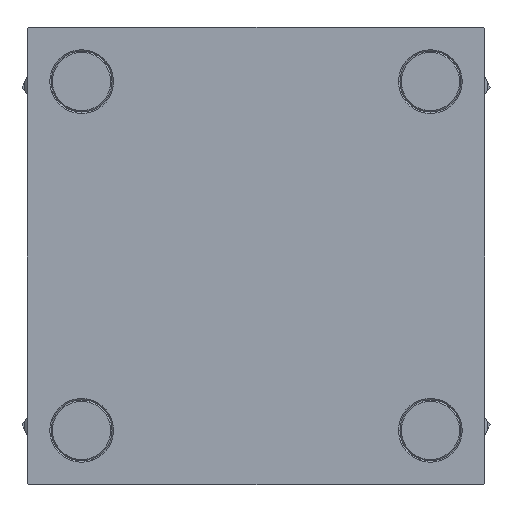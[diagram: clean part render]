
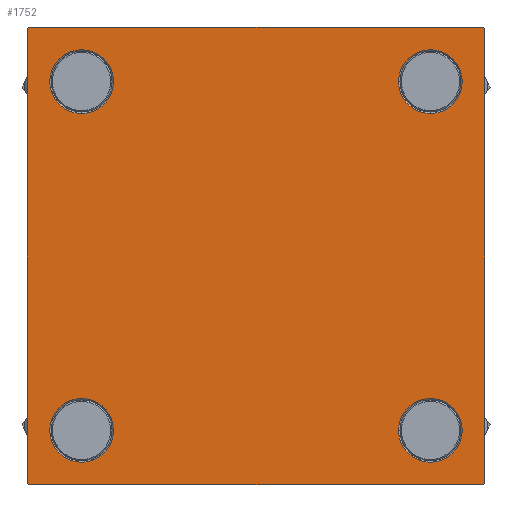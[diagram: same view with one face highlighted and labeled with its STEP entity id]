
A CAD part, left-side view. The second image highlights one B-rep face of the part: STEP entity #1752.
In plain terms, the highlighted planar face has unit normal (-1, 0, 0).
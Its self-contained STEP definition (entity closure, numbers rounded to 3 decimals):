
#168 = ORIENTED_EDGE ( 'NONE', *, *, #8378, .T. ) ;
#877 = AXIS2_PLACEMENT_3D ( 'NONE', #34941, #34441, #49997 ) ;
#1117 = FACE_OUTER_BOUND ( 'NONE', #49192, .T. ) ;
#1623 = ORIENTED_EDGE ( 'NONE', *, *, #32060, .T. ) ;
#1752 = ADVANCED_FACE ( 'NONE', ( #47063, #4188, #3935, #36104, #1117 ), #12592, .T. ) ;
#2111 = VECTOR ( 'NONE', #7302, 1000. ) ;
#2334 = EDGE_CURVE ( 'NONE', #5833, #13240, #50026, .T. ) ;
#2386 = CARTESIAN_POINT ( 'NONE',  ( 0., -62.95, 62.95 ) ) ;
#3116 = VECTOR ( 'NONE', #46056, 1000. ) ;
#3369 = VECTOR ( 'NONE', #41364, 1000. ) ;
#3797 = DIRECTION ( 'NONE',  ( 0., 0., 1. ) ) ;
#3935 = FACE_BOUND ( 'NONE', #45634, .T. ) ;
#4122 = VERTEX_POINT ( 'NONE', #11684 ) ;
#4157 = AXIS2_PLACEMENT_3D ( 'NONE', #19494, #43742, #12090 ) ;
#4188 = FACE_BOUND ( 'NONE', #6671, .T. ) ;
#5601 = ORIENTED_EDGE ( 'NONE', *, *, #2334, .T. ) ;
#5833 = VERTEX_POINT ( 'NONE', #36497 ) ;
#6091 = AXIS2_PLACEMENT_3D ( 'NONE', #15076, #34499, #14574 ) ;
#6640 = CARTESIAN_POINT ( 'NONE',  ( 0., 62.95, -62.95 ) ) ;
#6671 = EDGE_LOOP ( 'NONE', ( #36912, #9607 ) ) ;
#6764 = DIRECTION ( 'NONE',  ( 1., 0., 0. ) ) ;
#7174 = ORIENTED_EDGE ( 'NONE', *, *, #32342, .T. ) ;
#7249 = VERTEX_POINT ( 'NONE', #19466 ) ;
#7302 = DIRECTION ( 'NONE',  ( 0., 0.707, -0.707 ) ) ;
#7773 = LINE ( 'NONE', #11582, #3116 ) ;
#8268 = CARTESIAN_POINT ( 'NONE',  ( 0., 82., -82.5 ) ) ;
#8377 = DIRECTION ( 'NONE',  ( 0., 0., 1. ) ) ;
#8378 = EDGE_CURVE ( 'NONE', #13741, #7249, #28910, .T. ) ;
#9477 = CARTESIAN_POINT ( 'NONE',  ( 0., 82., 82.5 ) ) ;
#9607 = ORIENTED_EDGE ( 'NONE', *, *, #18462, .T. ) ;
#10645 = CARTESIAN_POINT ( 'NONE',  ( 0., -62.95, -51.45 ) ) ;
#10833 = CARTESIAN_POINT ( 'NONE',  ( 0., -62.95, -62.95 ) ) ;
#10979 = CARTESIAN_POINT ( 'NONE',  ( 0., -82.25, -82.25 ) ) ;
#11350 = DIRECTION ( 'NONE',  ( 0., -1., 0. ) ) ;
#11406 = CARTESIAN_POINT ( 'NONE',  ( 0., -82.5, 82. ) ) ;
#11582 = CARTESIAN_POINT ( 'NONE',  ( 0., 82.25, -82.25 ) ) ;
#11684 = CARTESIAN_POINT ( 'NONE',  ( 0., -62.95, -74.45 ) ) ;
#11723 = VERTEX_POINT ( 'NONE', #10645 ) ;
#11869 = LINE ( 'NONE', #16442, #16274 ) ;
#12090 = DIRECTION ( 'NONE',  ( 0., 0., 1. ) ) ;
#12256 = EDGE_CURVE ( 'NONE', #27047, #37558, #7773, .T. ) ;
#12592 = PLANE ( 'NONE',  #4157 ) ;
#12770 = EDGE_LOOP ( 'NONE', ( #36243, #7174 ) ) ;
#12859 = ORIENTED_EDGE ( 'NONE', *, *, #30030, .T. ) ;
#13068 = CIRCLE ( 'NONE', #877, 11.5 ) ;
#13240 = VERTEX_POINT ( 'NONE', #31245 ) ;
#13575 = AXIS2_PLACEMENT_3D ( 'NONE', #6640, #42608, #3797 ) ;
#13674 = VERTEX_POINT ( 'NONE', #9477 ) ;
#13741 = VERTEX_POINT ( 'NONE', #11406 ) ;
#14574 = DIRECTION ( 'NONE',  ( 0., 0., 1. ) ) ;
#14588 = EDGE_CURVE ( 'NONE', #20144, #37341, #29262, .T. ) ;
#15076 = CARTESIAN_POINT ( 'NONE',  ( 0., 62.95, -62.95 ) ) ;
#15404 = CARTESIAN_POINT ( 'NONE',  ( 0., 62.95, 74.45 ) ) ;
#16274 = VECTOR ( 'NONE', #16953, 1000. ) ;
#16442 = CARTESIAN_POINT ( 'NONE',  ( 0., 82.5, 82.5 ) ) ;
#16751 = CIRCLE ( 'NONE', #29809, 11.5 ) ;
#16953 = DIRECTION ( 'NONE',  ( 0., -1., 0. ) ) ;
#16956 = EDGE_CURVE ( 'NONE', #13674, #7249, #11869, .T. ) ;
#17224 = VECTOR ( 'NONE', #29963, 1000. ) ;
#17529 = ORIENTED_EDGE ( 'NONE', *, *, #20980, .F. ) ;
#18011 = DIRECTION ( 'NONE',  ( 0., 0., 1. ) ) ;
#18455 = DIRECTION ( 'NONE',  ( 0., 0., 1. ) ) ;
#18462 = EDGE_CURVE ( 'NONE', #4122, #11723, #13068, .T. ) ;
#18510 = LINE ( 'NONE', #46322, #30756 ) ;
#19449 = AXIS2_PLACEMENT_3D ( 'NONE', #31392, #23713, #28049 ) ;
#19466 = CARTESIAN_POINT ( 'NONE',  ( 0., -82., 82.5 ) ) ;
#19494 = CARTESIAN_POINT ( 'NONE',  ( 0., 0., 0. ) ) ;
#19756 = CARTESIAN_POINT ( 'NONE',  ( 0., 82.25, 82.25 ) ) ;
#20144 = VERTEX_POINT ( 'NONE', #15404 ) ;
#20700 = VERTEX_POINT ( 'NONE', #27529 ) ;
#20743 = CIRCLE ( 'NONE', #41950, 11.5 ) ;
#20980 = EDGE_CURVE ( 'NONE', #13741, #13240, #22028, .T. ) ;
#21445 = ORIENTED_EDGE ( 'NONE', *, *, #47031, .T. ) ;
#22014 = EDGE_CURVE ( 'NONE', #11723, #4122, #38494, .T. ) ;
#22028 = LINE ( 'NONE', #29703, #17224 ) ;
#22349 = DIRECTION ( 'NONE',  ( 1., 0., 0. ) ) ;
#22802 = CARTESIAN_POINT ( 'NONE',  ( 0., 82.5, 82. ) ) ;
#23116 = CIRCLE ( 'NONE', #34564, 11.5 ) ;
#23713 = DIRECTION ( 'NONE',  ( 1., 0., 0. ) ) ;
#24814 = DIRECTION ( 'NONE',  ( 0., 0.707, 0.707 ) ) ;
#26374 = ORIENTED_EDGE ( 'NONE', *, *, #37246, .T. ) ;
#27047 = VERTEX_POINT ( 'NONE', #39863 ) ;
#27529 = CARTESIAN_POINT ( 'NONE',  ( 0., -62.95, 74.45 ) ) ;
#28049 = DIRECTION ( 'NONE',  ( 0., 0., 1. ) ) ;
#28291 = ORIENTED_EDGE ( 'NONE', *, *, #16956, .F. ) ;
#28676 = VERTEX_POINT ( 'NONE', #35921 ) ;
#28829 = VECTOR ( 'NONE', #24814, 1000. ) ;
#28910 = LINE ( 'NONE', #39660, #28829 ) ;
#29262 = CIRCLE ( 'NONE', #19449, 11.5 ) ;
#29703 = CARTESIAN_POINT ( 'NONE',  ( 0., -82.5, 82.5 ) ) ;
#29809 = AXIS2_PLACEMENT_3D ( 'NONE', #2386, #40940, #18455 ) ;
#29963 = DIRECTION ( 'NONE',  ( 0., 0., -1. ) ) ;
#30030 = EDGE_CURVE ( 'NONE', #28676, #20700, #23116, .T. ) ;
#30756 = VECTOR ( 'NONE', #11350, 1000. ) ;
#30808 = VERTEX_POINT ( 'NONE', #41585 ) ;
#30939 = ORIENTED_EDGE ( 'NONE', *, *, #49737, .T. ) ;
#30979 = CARTESIAN_POINT ( 'NONE',  ( 0., 62.95, 51.45 ) ) ;
#31245 = CARTESIAN_POINT ( 'NONE',  ( 0., -82.5, -82. ) ) ;
#31392 = CARTESIAN_POINT ( 'NONE',  ( 0., 62.95, 62.95 ) ) ;
#31766 = LINE ( 'NONE', #19756, #2111 ) ;
#32060 = EDGE_CURVE ( 'NONE', #35721, #30808, #49291, .T. ) ;
#32342 = EDGE_CURVE ( 'NONE', #37341, #20144, #20743, .T. ) ;
#32371 = ORIENTED_EDGE ( 'NONE', *, *, #38020, .T. ) ;
#32559 = DIRECTION ( 'NONE',  ( 0., 0., -1. ) ) ;
#34441 = DIRECTION ( 'NONE',  ( 1., 0., 0. ) ) ;
#34499 = DIRECTION ( 'NONE',  ( 1., 0., 0. ) ) ;
#34564 = AXIS2_PLACEMENT_3D ( 'NONE', #45077, #22349, #18011 ) ;
#34923 = VERTEX_POINT ( 'NONE', #22802 ) ;
#34941 = CARTESIAN_POINT ( 'NONE',  ( 0., -62.95, -62.95 ) ) ;
#35616 = VECTOR ( 'NONE', #32559, 1000. ) ;
#35650 = LINE ( 'NONE', #44540, #35616 ) ;
#35721 = VERTEX_POINT ( 'NONE', #40235 ) ;
#35921 = CARTESIAN_POINT ( 'NONE',  ( 0., -62.95, 51.45 ) ) ;
#36104 = FACE_BOUND ( 'NONE', #12770, .T. ) ;
#36243 = ORIENTED_EDGE ( 'NONE', *, *, #14588, .T. ) ;
#36497 = CARTESIAN_POINT ( 'NONE',  ( 0., -82., -82.5 ) ) ;
#36912 = ORIENTED_EDGE ( 'NONE', *, *, #22014, .T. ) ;
#37246 = EDGE_CURVE ( 'NONE', #34923, #27047, #35650, .T. ) ;
#37341 = VERTEX_POINT ( 'NONE', #30979 ) ;
#37558 = VERTEX_POINT ( 'NONE', #8268 ) ;
#37909 = DIRECTION ( 'NONE',  ( 0., 0., 1. ) ) ;
#38020 = EDGE_CURVE ( 'NONE', #30808, #35721, #43752, .T. ) ;
#38494 = CIRCLE ( 'NONE', #43358, 11.5 ) ;
#39660 = CARTESIAN_POINT ( 'NONE',  ( 0., -82.25, 82.25 ) ) ;
#39863 = CARTESIAN_POINT ( 'NONE',  ( 0., 82.5, -82. ) ) ;
#40235 = CARTESIAN_POINT ( 'NONE',  ( 0., 62.95, -74.45 ) ) ;
#40940 = DIRECTION ( 'NONE',  ( 1., 0., 0. ) ) ;
#41364 = DIRECTION ( 'NONE',  ( 0., -0.707, 0.707 ) ) ;
#41585 = CARTESIAN_POINT ( 'NONE',  ( 0., 62.95, -51.45 ) ) ;
#41950 = AXIS2_PLACEMENT_3D ( 'NONE', #43087, #47407, #8377 ) ;
#42019 = EDGE_LOOP ( 'NONE', ( #45240, #12859 ) ) ;
#42608 = DIRECTION ( 'NONE',  ( 1., 0., 0. ) ) ;
#43087 = CARTESIAN_POINT ( 'NONE',  ( 0., 62.95, 62.95 ) ) ;
#43358 = AXIS2_PLACEMENT_3D ( 'NONE', #10833, #6764, #37909 ) ;
#43742 = DIRECTION ( 'NONE',  ( -1., 0., 0. ) ) ;
#43752 = CIRCLE ( 'NONE', #13575, 11.5 ) ;
#44540 = CARTESIAN_POINT ( 'NONE',  ( 0., 82.5, 82.5 ) ) ;
#45077 = CARTESIAN_POINT ( 'NONE',  ( 0., -62.95, 62.95 ) ) ;
#45240 = ORIENTED_EDGE ( 'NONE', *, *, #47256, .T. ) ;
#45634 = EDGE_LOOP ( 'NONE', ( #32371, #1623 ) ) ;
#46056 = DIRECTION ( 'NONE',  ( 0., -0.707, -0.707 ) ) ;
#46322 = CARTESIAN_POINT ( 'NONE',  ( 0., 82.5, -82.5 ) ) ;
#46868 = ORIENTED_EDGE ( 'NONE', *, *, #12256, .T. ) ;
#47031 = EDGE_CURVE ( 'NONE', #13674, #34923, #31766, .T. ) ;
#47063 = FACE_BOUND ( 'NONE', #42019, .T. ) ;
#47256 = EDGE_CURVE ( 'NONE', #20700, #28676, #16751, .T. ) ;
#47407 = DIRECTION ( 'NONE',  ( 1., 0., 0. ) ) ;
#49192 = EDGE_LOOP ( 'NONE', ( #26374, #46868, #30939, #5601, #17529, #168, #28291, #21445 ) ) ;
#49291 = CIRCLE ( 'NONE', #6091, 11.5 ) ;
#49737 = EDGE_CURVE ( 'NONE', #37558, #5833, #18510, .T. ) ;
#49997 = DIRECTION ( 'NONE',  ( 0., 0., 1. ) ) ;
#50026 = LINE ( 'NONE', #10979, #3369 ) ;
